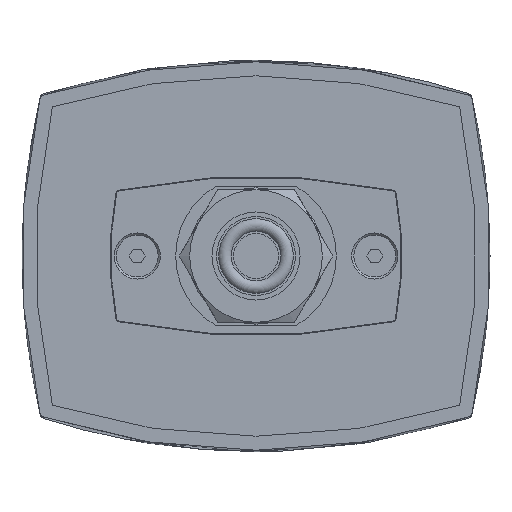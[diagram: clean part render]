
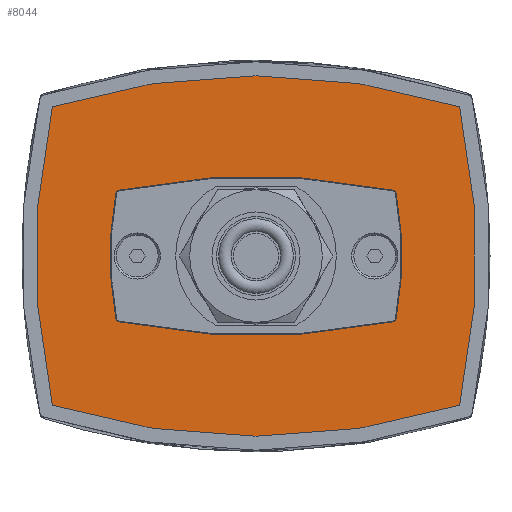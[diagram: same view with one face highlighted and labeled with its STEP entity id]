
A CAD part, front view. The second image highlights one B-rep face of the part: STEP entity #8044.
In plain terms, the highlighted planar face has unit normal (0, -1, 0).
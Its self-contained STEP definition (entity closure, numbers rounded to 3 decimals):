
#7665=CARTESIAN_POINT('',(29.142,0.,21.367));
#7666=VERTEX_POINT('',#7665);
#7673=CARTESIAN_POINT('',(29.142,0.,-21.367));
#7674=VERTEX_POINT('',#7673);
#7675=CARTESIAN_POINT('',(-66.5,0.,0.));
#7676=DIRECTION('',(0.,1.0,0.));
#7677=DIRECTION('',(-0.976,0.,0.218));
#7678=AXIS2_PLACEMENT_3D('',#7675,#7676,#7677);
#7679=CIRCLE('',#7678,98.0);
#7680=EDGE_CURVE('',#7666,#7674,#7679,.T.);
#7697=CARTESIAN_POINT('',(-29.142,0.,21.367));
#7698=VERTEX_POINT('',#7697);
#7705=CARTESIAN_POINT('',(0.,0.,-72.2));
#7706=DIRECTION('',(0.,1.0,0.));
#7707=DIRECTION('',(-0.297,0.,-0.955));
#7708=AXIS2_PLACEMENT_3D('',#7705,#7706,#7707);
#7709=CIRCLE('',#7708,98.);
#7710=EDGE_CURVE('',#7698,#7666,#7709,.T.);
#7721=CARTESIAN_POINT('',(20.064,0.,8.954));
#7722=VERTEX_POINT('',#7721);
#7723=CARTESIAN_POINT('',(20.064,0.,-8.954));
#7724=VERTEX_POINT('',#7723);
#7725=CARTESIAN_POINT('',(-27.5,0.,0.));
#7726=DIRECTION('',(0.,1.0,0.));
#7727=DIRECTION('',(0.983,0.,-0.185));
#7728=AXIS2_PLACEMENT_3D('',#7725,#7726,#7727);
#7729=CIRCLE('',#7728,48.4);
#7730=EDGE_CURVE('',#7722,#7724,#7729,.T.);
#7763=CARTESIAN_POINT('',(19.594,0.,-9.431));
#7764=VERTEX_POINT('',#7763);
#7765=CARTESIAN_POINT('',(19.475,0.,-8.843));
#7766=DIRECTION('',(0.,1.0,0.));
#7767=DIRECTION('',(0.199,0.,-0.98));
#7768=AXIS2_PLACEMENT_3D('',#7765,#7766,#7767);
#7769=CIRCLE('',#7768,0.6);
#7770=EDGE_CURVE('',#7724,#7764,#7769,.T.);
#7796=CARTESIAN_POINT('',(-19.594,0.0,-9.431));
#7797=VERTEX_POINT('',#7796);
#7798=CARTESIAN_POINT('',(0.,0.,87.1));
#7799=DIRECTION('',(0.,1.0,0.));
#7800=DIRECTION('',(-0.199,0.,-0.98));
#7801=AXIS2_PLACEMENT_3D('',#7798,#7799,#7800);
#7802=CIRCLE('',#7801,98.5);
#7803=EDGE_CURVE('',#7764,#7797,#7802,.T.);
#7829=CARTESIAN_POINT('',(-20.064,0.0,-8.954));
#7830=VERTEX_POINT('',#7829);
#7831=CARTESIAN_POINT('',(-19.475,0.0,-8.843));
#7832=DIRECTION('',(0.,1.0,0.));
#7833=DIRECTION('',(-0.983,0.,-0.185));
#7834=AXIS2_PLACEMENT_3D('',#7831,#7832,#7833);
#7835=CIRCLE('',#7834,0.6);
#7836=EDGE_CURVE('',#7797,#7830,#7835,.T.);
#7862=CARTESIAN_POINT('',(-20.064,0.0,8.954));
#7863=VERTEX_POINT('',#7862);
#7864=CARTESIAN_POINT('',(27.5,0.,0.));
#7865=DIRECTION('',(0.,1.0,0.));
#7866=DIRECTION('',(-0.983,0.,0.185));
#7867=AXIS2_PLACEMENT_3D('',#7864,#7865,#7866);
#7868=CIRCLE('',#7867,48.4);
#7869=EDGE_CURVE('',#7830,#7863,#7868,.T.);
#7895=CARTESIAN_POINT('',(-19.594,0.,9.431));
#7896=VERTEX_POINT('',#7895);
#7897=CARTESIAN_POINT('',(-19.475,0.,8.843));
#7898=DIRECTION('',(0.,1.0,0.));
#7899=DIRECTION('',(-0.199,0.,0.98));
#7900=AXIS2_PLACEMENT_3D('',#7897,#7898,#7899);
#7901=CIRCLE('',#7900,0.6);
#7902=EDGE_CURVE('',#7863,#7896,#7901,.T.);
#7928=CARTESIAN_POINT('',(19.594,0.,9.431));
#7929=VERTEX_POINT('',#7928);
#7930=CARTESIAN_POINT('',(0.,0.,-87.1));
#7931=DIRECTION('',(0.,1.0,0.));
#7932=DIRECTION('',(0.199,0.,0.98));
#7933=AXIS2_PLACEMENT_3D('',#7930,#7931,#7932);
#7934=CIRCLE('',#7933,98.5);
#7935=EDGE_CURVE('',#7896,#7929,#7934,.T.);
#7961=CARTESIAN_POINT('',(19.475,0.,8.843));
#7962=DIRECTION('',(0.,1.0,0.));
#7963=DIRECTION('',(0.983,0.,0.185));
#7964=AXIS2_PLACEMENT_3D('',#7961,#7962,#7963);
#7965=CIRCLE('',#7964,0.6);
#7966=EDGE_CURVE('',#7929,#7722,#7965,.T.);
#7986=CARTESIAN_POINT('',(-29.142,0.,-21.367));
#7987=VERTEX_POINT('',#7986);
#7994=CARTESIAN_POINT('',(66.5,0.,0.));
#7995=DIRECTION('',(0.,1.0,0.));
#7996=DIRECTION('',(0.976,0.,-0.218));
#7997=AXIS2_PLACEMENT_3D('',#7994,#7995,#7996);
#7998=CIRCLE('',#7997,98.);
#7999=EDGE_CURVE('',#7987,#7698,#7998,.T.);
#8012=CARTESIAN_POINT('',(0.,0.,72.2));
#8013=DIRECTION('',(0.,1.0,0.));
#8014=DIRECTION('',(0.297,0.,0.955));
#8015=AXIS2_PLACEMENT_3D('',#8012,#8013,#8014);
#8016=CIRCLE('',#8015,98.);
#8017=EDGE_CURVE('',#7674,#7987,#8016,.T.);
#8023=CARTESIAN_POINT('',(0.,0.,0.));
#8024=DIRECTION('',(0.0,-1.0,0.0));
#8025=DIRECTION('',(-1.0,0.0,0.0));
#8026=AXIS2_PLACEMENT_3D('',#8023,#8024,#8025);
#8027=PLANE('',#8026);
#8028=ORIENTED_EDGE('',*,*,#7999,.F.);
#8029=ORIENTED_EDGE('',*,*,#8017,.F.);
#8030=ORIENTED_EDGE('',*,*,#7680,.F.);
#8031=ORIENTED_EDGE('',*,*,#7710,.F.);
#8032=EDGE_LOOP('',(#8028,#8029,#8030,#8031));
#8033=FACE_OUTER_BOUND('',#8032,.T.);
#8034=ORIENTED_EDGE('',*,*,#7730,.T.);
#8035=ORIENTED_EDGE('',*,*,#7770,.T.);
#8036=ORIENTED_EDGE('',*,*,#7803,.T.);
#8037=ORIENTED_EDGE('',*,*,#7836,.T.);
#8038=ORIENTED_EDGE('',*,*,#7869,.T.);
#8039=ORIENTED_EDGE('',*,*,#7902,.T.);
#8040=ORIENTED_EDGE('',*,*,#7935,.T.);
#8041=ORIENTED_EDGE('',*,*,#7966,.T.);
#8042=EDGE_LOOP('',(#8034,#8035,#8036,#8037,#8038,#8039,#8040,#8041));
#8043=FACE_BOUND('',#8042,.T.);
#8044=ADVANCED_FACE('',(#8033,#8043),#8027,.T.);
